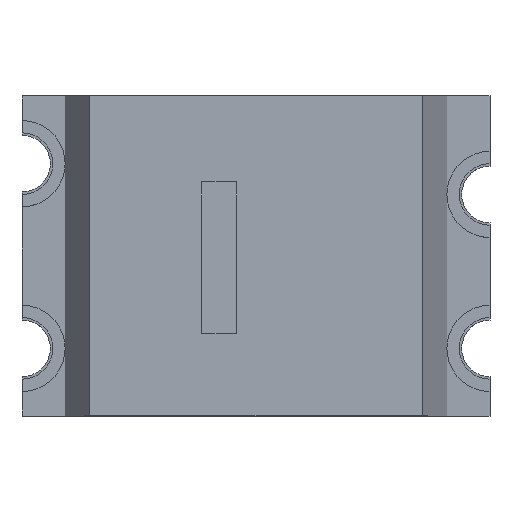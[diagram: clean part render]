
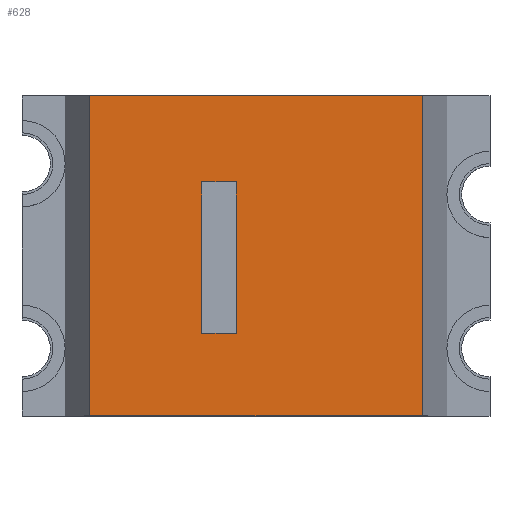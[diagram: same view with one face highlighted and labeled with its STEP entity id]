
A CAD part, top view. The second image highlights one B-rep face of the part: STEP entity #628.
In plain terms, the highlighted planar face has unit normal (0, 0, 1).
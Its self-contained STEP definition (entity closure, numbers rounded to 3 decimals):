
#12=DIRECTION('',(0.,0.,1.));
#27=VECTOR('',#28,1.);
#28=DIRECTION('',(0.,1.,0.));
#36=DIRECTION('',(1.,0.,0.));
#198=DIRECTION('',(-1.,0.,0.));
#225=VECTOR('',#36,1.);
#349=VERTEX_POINT('',#350);
#350=CARTESIAN_POINT('',(1.35,-1.3,1.35));
#361=VERTEX_POINT('',#362);
#362=CARTESIAN_POINT('',(1.35,1.3,1.35));
#366=EDGE_CURVE('',#349,#361,#367,.T.);
#367=LINE('',#350,#27);
#617=VERTEX_POINT('',#618);
#618=CARTESIAN_POINT('',(-1.35,-1.3,1.35));
#623=ORIENTED_EDGE('',*,*,#624,.T.);
#624=EDGE_CURVE('',#617,#349,#625,.T.);
#625=LINE('',#626,#225);
#626=CARTESIAN_POINT('',(-1.55,-1.3,1.35));
#628=ADVANCED_FACE('',(#629,#641),#668,.T.);
#629=FACE_BOUND('',#630,.T.);
#630=EDGE_LOOP('',(#631,#637,#623,#640));
#631=ORIENTED_EDGE('',*,*,#632,.F.);
#632=EDGE_CURVE('',#633,#361,#635,.T.);
#633=VERTEX_POINT('',#634);
#634=CARTESIAN_POINT('',(-1.35,1.3,1.35));
#635=LINE('',#636,#225);
#636=CARTESIAN_POINT('',(-1.55,1.3,1.35));
#637=ORIENTED_EDGE('',*,*,#638,.F.);
#638=EDGE_CURVE('',#617,#633,#639,.T.);
#639=LINE('',#618,#27);
#640=ORIENTED_EDGE('',*,*,#366,.T.);
#641=FACE_BOUND('',#642,.T.);
#642=EDGE_LOOP('',(#643,#651,#658,#664));
#643=ORIENTED_EDGE('',*,*,#644,.F.);
#644=EDGE_CURVE('',#645,#647,#649,.T.);
#645=VERTEX_POINT('',#646);
#646=CARTESIAN_POINT('',(-0.16,-0.63,1.35));
#647=VERTEX_POINT('',#648);
#648=CARTESIAN_POINT('',(-0.16,0.6,1.35));
#649=LINE('',#650,#27);
#650=CARTESIAN_POINT('',(-0.16,-0.965,1.35));
#651=ORIENTED_EDGE('',*,*,#652,.T.);
#652=EDGE_CURVE('',#645,#653,#655,.T.);
#653=VERTEX_POINT('',#654);
#654=CARTESIAN_POINT('',(-0.44,-0.63,1.35));
#655=LINE('',#656,#657);
#656=CARTESIAN_POINT('',(-0.995,-0.63,1.35));
#657=VECTOR('',#198,1.);
#658=ORIENTED_EDGE('',*,*,#659,.T.);
#659=EDGE_CURVE('',#653,#660,#662,.T.);
#660=VERTEX_POINT('',#661);
#661=CARTESIAN_POINT('',(-0.44,0.6,1.35));
#662=LINE('',#663,#27);
#663=CARTESIAN_POINT('',(-0.44,-0.965,1.35));
#664=ORIENTED_EDGE('',*,*,#665,.F.);
#665=EDGE_CURVE('',#647,#660,#666,.T.);
#666=LINE('',#667,#657);
#667=CARTESIAN_POINT('',(-0.995,0.6,1.35));
#668=PLANE('',#669);
#669=AXIS2_PLACEMENT_3D('',#626,#12,#36);
